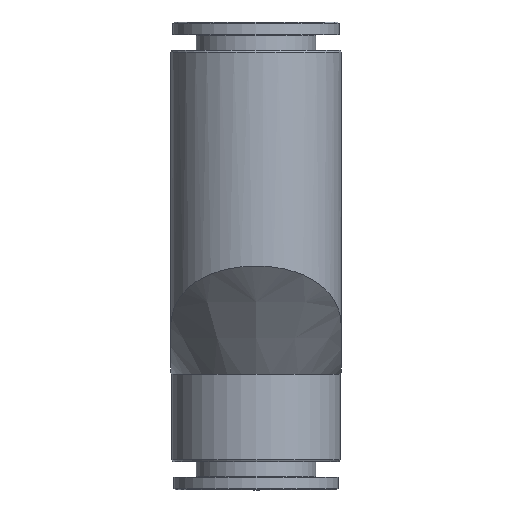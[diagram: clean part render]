
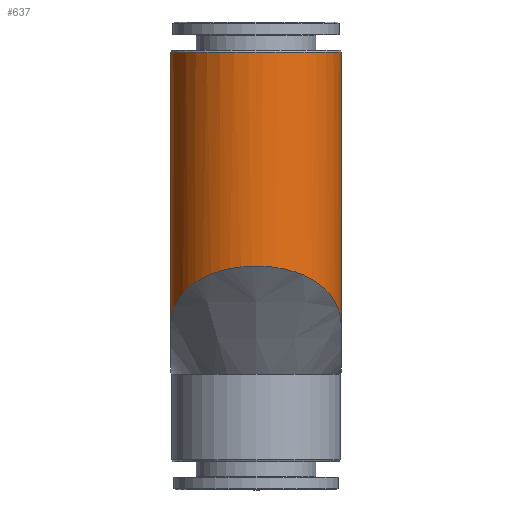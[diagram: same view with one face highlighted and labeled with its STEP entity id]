
A CAD part, left-side view. The second image highlights one B-rep face of the part: STEP entity #637.
In plain terms, the highlighted cylindrical face has radius 8.125 mm (diameter 16.25 mm), a partial arc.
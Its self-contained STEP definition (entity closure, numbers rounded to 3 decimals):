
#20=CYLINDRICAL_SURFACE('',#717,8.125);
#52=CIRCLE('',#716,8.125);
#94=ELLIPSE('',#696,8.695,8.125);
#96=ELLIPSE('',#699,8.695,8.125);
#100=ELLIPSE('',#709,11.49,8.125);
#102=ELLIPSE('',#712,11.49,8.125);
#107=LINE('',#1047,#123);
#108=LINE('',#1061,#124);
#113=LINE('',#1072,#129);
#117=LINE('',#1081,#133);
#123=VECTOR('',#803,1000.);
#124=VECTOR('',#806,1000.);
#129=VECTOR('',#813,1000.);
#133=VECTOR('',#819,1000.);
#183=ORIENTED_EDGE('',*,*,#310,.T.);
#184=ORIENTED_EDGE('',*,*,#296,.T.);
#185=ORIENTED_EDGE('',*,*,#326,.F.);
#186=ORIENTED_EDGE('',*,*,#294,.F.);
#187=ORIENTED_EDGE('',*,*,#308,.T.);
#188=ORIENTED_EDGE('',*,*,#301,.T.);
#189=ORIENTED_EDGE('',*,*,#320,.T.);
#190=ORIENTED_EDGE('',*,*,#325,.T.);
#191=ORIENTED_EDGE('',*,*,#322,.T.);
#192=ORIENTED_EDGE('',*,*,#305,.T.);
#294=EDGE_CURVE('',#371,#368,#107,.T.);
#296=EDGE_CURVE('',#374,#373,#108,.T.);
#301=EDGE_CURVE('',#379,#378,#113,.F.);
#305=EDGE_CURVE('',#383,#382,#117,.T.);
#308=EDGE_CURVE('',#371,#379,#94,.F.);
#310=EDGE_CURVE('',#382,#374,#96,.F.);
#320=EDGE_CURVE('',#378,#391,#100,.F.);
#322=EDGE_CURVE('',#393,#383,#102,.F.);
#325=EDGE_CURVE('',#391,#393,#52,.T.);
#326=EDGE_CURVE('',#368,#373,#431,.T.);
#368=VERTEX_POINT('',#1041);
#371=VERTEX_POINT('',#1046);
#373=VERTEX_POINT('',#1060);
#374=VERTEX_POINT('',#1062);
#378=VERTEX_POINT('',#1071);
#379=VERTEX_POINT('',#1073);
#382=VERTEX_POINT('',#1080);
#383=VERTEX_POINT('',#1082);
#391=VERTEX_POINT('',#1108);
#393=VERTEX_POINT('',#1114);
#431=B_SPLINE_CURVE_WITH_KNOTS('',3,(#1120,#1121,#1122,#1123,#1124,#1125,
#1126,#1127,#1128,#1129,#1130),.UNSPECIFIED.,.F.,.F.,(4,1,1,1,1,1,1,1,4),
(0.,0.004,0.007,0.011,
0.014,0.018,0.021,0.025,
0.029),.UNSPECIFIED.);
#445=EDGE_LOOP('',(#183,#184,#185,#186,#187,#188,#189,#190,#191,#192));
#531=FACE_BOUND('',#445,.T.);
#637=ADVANCED_FACE('',(#531),#20,.T.);
#696=AXIS2_PLACEMENT_3D('',#1086,#825,#826);
#699=AXIS2_PLACEMENT_3D('',#1089,#831,#832);
#709=AXIS2_PLACEMENT_3D('',#1109,#853,#854);
#712=AXIS2_PLACEMENT_3D('',#1113,#859,#860);
#716=AXIS2_PLACEMENT_3D('',#1118,#867,#868);
#717=AXIS2_PLACEMENT_3D('',#1119,#869,#870);
#803=DIRECTION('',(0.,0.,-1.));
#806=DIRECTION('',(0.,0.,-1.));
#813=DIRECTION('',(0.,0.,-1.));
#819=DIRECTION('',(0.,0.,-1.));
#825=DIRECTION('',(0.,0.356,-0.934));
#826=DIRECTION('',(0.,-0.934,-0.356));
#831=DIRECTION('',(0.,-0.356,-0.934));
#832=DIRECTION('',(0.,0.934,-0.356));
#853=DIRECTION('',(0.,0.707,-0.707));
#854=DIRECTION('',(0.,-0.707,-0.707));
#859=DIRECTION('',(0.,-0.707,-0.707));
#860=DIRECTION('',(0.,0.707,-0.707));
#867=DIRECTION('',(0.,0.,-1.));
#868=DIRECTION('',(-1.,0.,0.));
#869=DIRECTION('',(0.,0.,-1.));
#870=DIRECTION('',(-1.,0.,0.));
#1041=CARTESIAN_POINT('',(-8.25,-8.125,-4.898));
#1046=CARTESIAN_POINT('',(-8.25,-8.125,0.));
#1047=CARTESIAN_POINT('',(-8.25,-8.125,6.));
#1060=CARTESIAN_POINT('',(-8.25,8.125,-4.898));
#1061=CARTESIAN_POINT('',(-8.25,8.125,6.));
#1062=CARTESIAN_POINT('',(-8.25,8.125,0.));
#1071=CARTESIAN_POINT('',(-2.27,-5.5,17.917));
#1072=CARTESIAN_POINT('',(-2.27,-5.5,0.));
#1073=CARTESIAN_POINT('',(-2.27,-5.5,1.));
#1080=CARTESIAN_POINT('',(-2.27,5.5,1.));
#1081=CARTESIAN_POINT('',(-2.27,5.5,0.));
#1082=CARTESIAN_POINT('',(-2.27,5.5,17.917));
#1086=CARTESIAN_POINT('',(-8.25,0.,3.095));
#1089=CARTESIAN_POINT('',(-8.25,0.,3.095));
#1108=CARTESIAN_POINT('',(-0.398,-2.09,21.327));
#1109=CARTESIAN_POINT('',(-8.25,0.,23.417));
#1113=CARTESIAN_POINT('',(-8.25,0.,23.417));
#1114=CARTESIAN_POINT('',(-0.398,2.09,21.327));
#1118=CARTESIAN_POINT('',(-8.25,0.,21.327));
#1119=CARTESIAN_POINT('',(-8.25,0.,0.));
#1120=CARTESIAN_POINT('',(-8.25,-8.125,-4.898));
#1121=CARTESIAN_POINT('',(-9.155,-8.125,-4.105));
#1122=CARTESIAN_POINT('',(-11.015,-7.825,-2.608));
#1123=CARTESIAN_POINT('',(-13.716,-6.297,-0.696));
#1124=CARTESIAN_POINT('',(-15.817,-3.595,0.658));
#1125=CARTESIAN_POINT('',(-16.651,-0.03,1.169));
#1126=CARTESIAN_POINT('',(-15.83,3.577,0.666));
#1127=CARTESIAN_POINT('',(-13.731,6.283,-0.686));
#1128=CARTESIAN_POINT('',(-11.024,7.824,-2.601));
#1129=CARTESIAN_POINT('',(-9.157,8.125,-4.104));
#1130=CARTESIAN_POINT('',(-8.25,8.125,-4.898));
